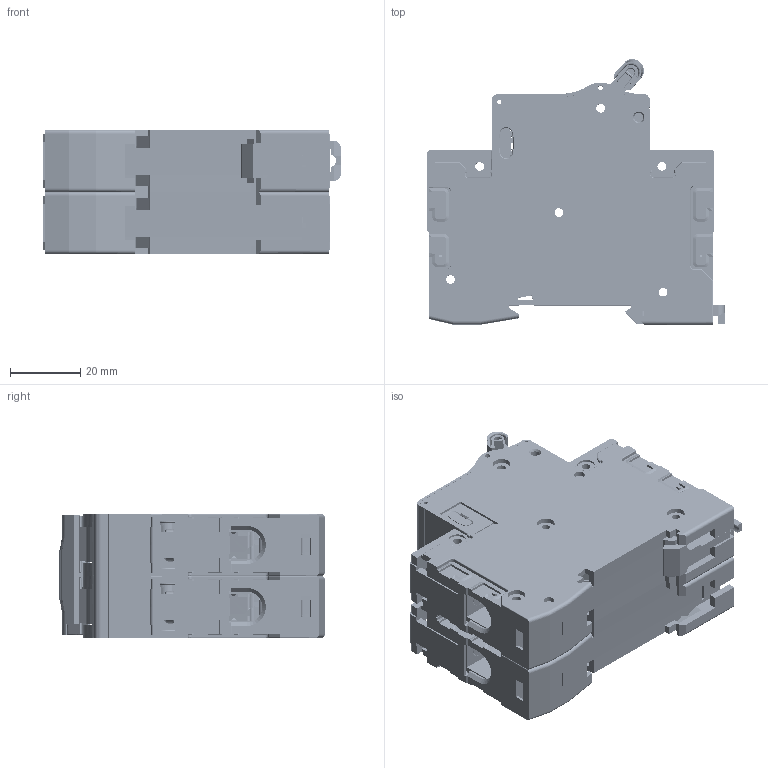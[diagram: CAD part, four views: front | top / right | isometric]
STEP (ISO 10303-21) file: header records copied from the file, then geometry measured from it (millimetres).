
FILE_DESCRIPTION (( 'STEP AP214' ), '1' );
FILE_NAME ('2P.STEP', '2018-04-28T01:08:00', ( '' ), ( '' ), 'SwSTEP 2.0', 'SolidWorks 2011', '' );
FILE_SCHEMA (( 'AUTOMOTIVE_DESIGN' ));
Products named in the file (11): 1P; 8LD.143.115; 8LD.253.129; 5LD.574.103; 8LD.907.115; 8LD.516.135; 8LD.315.1080; 8LD.024.1075; 2P; 8LD.253.171
Assembly tree (16 placements, depth 4):
  2P
    8LD.253.171
    1P
      5LD.574.103  x2
        8LD.516.135
        8LD.907.115
      8LD.024.1075
      8LD.143.115
      8LD.315.1080
      8LD.253.129
    1P
      8LD.253.129
      8LD.315.1080
      5LD.574.103  x2
        8LD.516.135
        8LD.907.115
      8LD.024.1075
Bounding box: 84.46 x 75.56 x 35.2 mm (x, y, z)
Volume: 64109 mm3; surface area: 95241 mm2
Topology: 16 solids, 16 shells, 7441 faces, 21136 edges, 13823 vertices
Faces by surface type: plane 4392, cylinder 2161, cone 604, bspline 230, torus 38, sphere 16
Entity records: 134397 total; most frequent: CARTESIAN_POINT 43263, ORIENTED_EDGE 20586, DIRECTION 16614, EDGE_CURVE 10293, LINE 6800, VECTOR 6800, VERTEX_POINT 6750, AXIS2_PLACEMENT_3D 4907
